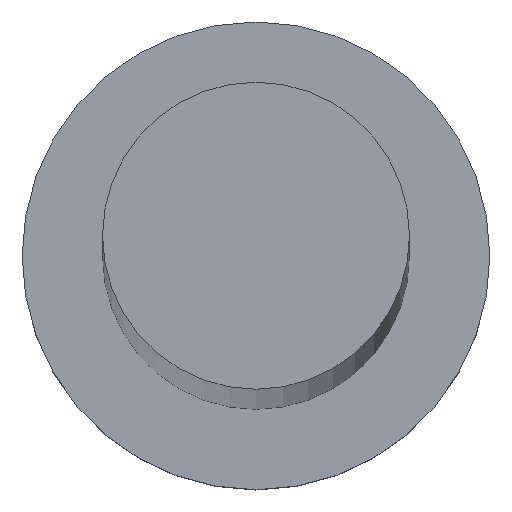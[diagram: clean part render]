
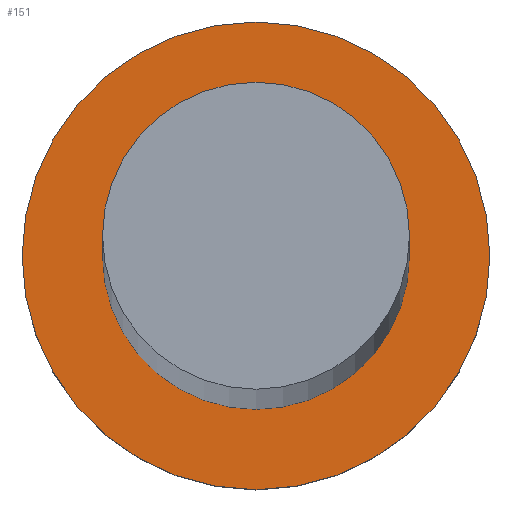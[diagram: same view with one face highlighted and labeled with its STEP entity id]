
A CAD part, top view. The second image highlights one B-rep face of the part: STEP entity #151.
In plain terms, the highlighted planar face has unit normal (0, 0, 1).
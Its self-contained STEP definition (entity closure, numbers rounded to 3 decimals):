
#9 = EDGE_CURVE ( 'NONE', #90, #209, #186, .T. ) ;
#13 = EDGE_CURVE ( 'NONE', #187, #15, #204, .T. ) ;
#15 = VERTEX_POINT ( 'NONE', #36 ) ;
#18 = DIRECTION ( 'NONE',  ( 1., 0., 0. ) ) ;
#22 = PLANE ( 'NONE',  #99 ) ;
#36 = CARTESIAN_POINT ( 'NONE',  ( -8., 0., 5. ) ) ;
#51 = ORIENTED_EDGE ( 'NONE', *, *, #13, .T. ) ;
#56 = DIRECTION ( 'NONE',  ( 0., 0., 1. ) ) ;
#59 = DIRECTION ( 'NONE',  ( 0., 0., 1. ) ) ;
#61 = CIRCLE ( 'NONE', #121, 5.25 ) ;
#62 = DIRECTION ( 'NONE',  ( 1., 0., 0. ) ) ;
#66 = AXIS2_PLACEMENT_3D ( 'NONE', #228, #56, #212 ) ;
#77 = CARTESIAN_POINT ( 'NONE',  ( 0., 0., 5. ) ) ;
#78 = DIRECTION ( 'NONE',  ( 1., 0., 0. ) ) ;
#90 = VERTEX_POINT ( 'NONE', #140 ) ;
#98 = CARTESIAN_POINT ( 'NONE',  ( 0., 0., 5. ) ) ;
#99 = AXIS2_PLACEMENT_3D ( 'NONE', #137, #112, #78 ) ;
#101 = EDGE_CURVE ( 'NONE', #209, #90, #61, .T. ) ;
#109 = ORIENTED_EDGE ( 'NONE', *, *, #136, .T. ) ;
#112 = DIRECTION ( 'NONE',  ( 0., 0., 1. ) ) ;
#121 = AXIS2_PLACEMENT_3D ( 'NONE', #77, #234, #18 ) ;
#129 = ORIENTED_EDGE ( 'NONE', *, *, #9, .F. ) ;
#130 = ORIENTED_EDGE ( 'NONE', *, *, #101, .F. ) ;
#136 = EDGE_CURVE ( 'NONE', #15, #187, #253, .T. ) ;
#137 = CARTESIAN_POINT ( 'NONE',  ( 0., 0., 5. ) ) ;
#138 = CARTESIAN_POINT ( 'NONE',  ( -5.25, 0., 5. ) ) ;
#140 = CARTESIAN_POINT ( 'NONE',  ( 5.25, 0., 5. ) ) ;
#148 = EDGE_LOOP ( 'NONE', ( #130, #129 ) ) ;
#150 = DIRECTION ( 'NONE',  ( 1., 0., 0. ) ) ;
#151 = ADVANCED_FACE ( 'NONE', ( #199, #177 ), #22, .T. ) ;
#158 = AXIS2_PLACEMENT_3D ( 'NONE', #98, #59, #62 ) ;
#169 = CARTESIAN_POINT ( 'NONE',  ( 0., 0., 5. ) ) ;
#172 = AXIS2_PLACEMENT_3D ( 'NONE', #169, #250, #150 ) ;
#173 = CARTESIAN_POINT ( 'NONE',  ( 8., 0., 5. ) ) ;
#177 = FACE_OUTER_BOUND ( 'NONE', #225, .T. ) ;
#186 = CIRCLE ( 'NONE', #172, 5.25 ) ;
#187 = VERTEX_POINT ( 'NONE', #173 ) ;
#199 = FACE_BOUND ( 'NONE', #148, .T. ) ;
#204 = CIRCLE ( 'NONE', #66, 8. ) ;
#209 = VERTEX_POINT ( 'NONE', #138 ) ;
#212 = DIRECTION ( 'NONE',  ( 1., 0., 0. ) ) ;
#225 = EDGE_LOOP ( 'NONE', ( #109, #51 ) ) ;
#228 = CARTESIAN_POINT ( 'NONE',  ( 0., 0., 5. ) ) ;
#234 = DIRECTION ( 'NONE',  ( 0., 0., 1. ) ) ;
#250 = DIRECTION ( 'NONE',  ( 0., 0., 1. ) ) ;
#253 = CIRCLE ( 'NONE', #158, 8. ) ;
